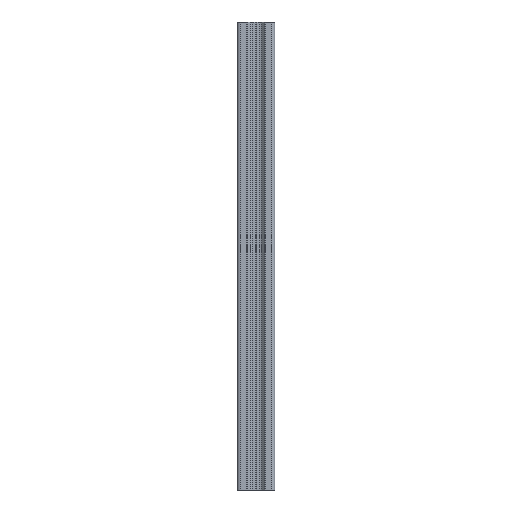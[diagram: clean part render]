
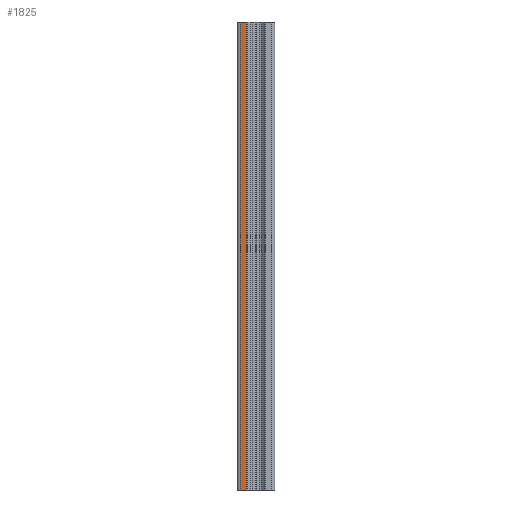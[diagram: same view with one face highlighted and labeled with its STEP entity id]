
A CAD part, left-side view. The second image highlights one B-rep face of the part: STEP entity #1825.
In plain terms, the highlighted planar face has unit normal (-1, 0, 0).
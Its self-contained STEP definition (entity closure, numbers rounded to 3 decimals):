
#128 = FACE_OUTER_BOUND ( 'NONE', #3518, .T. ) ;
#145 = CARTESIAN_POINT ( 'NONE',  ( -10., 8.5, 0. ) ) ;
#161 = LINE ( 'NONE', #145, #2951 ) ;
#433 = AXIS2_PLACEMENT_3D ( 'NONE', #3659, #1865, #960 ) ;
#520 = VERTEX_POINT ( 'NONE', #3786 ) ;
#829 = EDGE_CURVE ( 'NONE', #520, #2948, #2118, .T. ) ;
#936 = CARTESIAN_POINT ( 'NONE',  ( -10., 4.83, -250. ) ) ;
#960 = DIRECTION ( 'NONE',  ( 0., 0., 1. ) ) ;
#1161 = DIRECTION ( 'NONE',  ( 0., 0., 1. ) ) ;
#1379 = CARTESIAN_POINT ( 'NONE',  ( -10., 4.83, 0. ) ) ;
#1825 = ADVANCED_FACE ( 'NONE', ( #128 ), #2489, .T. ) ;
#1865 = DIRECTION ( 'NONE',  ( -1., 0., 0. ) ) ;
#1971 = DIRECTION ( 'NONE',  ( 0., -1., 0. ) ) ;
#2000 = EDGE_CURVE ( 'NONE', #2948, #2429, #161, .T. ) ;
#2074 = VERTEX_POINT ( 'NONE', #936 ) ;
#2118 = LINE ( 'NONE', #2525, #3271 ) ;
#2119 = CARTESIAN_POINT ( 'NONE',  ( -10., 8.5, 0. ) ) ;
#2120 = ORIENTED_EDGE ( 'NONE', *, *, #2000, .F. ) ;
#2169 = EDGE_CURVE ( 'NONE', #2074, #2429, #3003, .T. ) ;
#2201 = LINE ( 'NONE', #3735, #2990 ) ;
#2429 = VERTEX_POINT ( 'NONE', #1379 ) ;
#2481 = ORIENTED_EDGE ( 'NONE', *, *, #829, .F. ) ;
#2489 = PLANE ( 'NONE',  #433 ) ;
#2525 = CARTESIAN_POINT ( 'NONE',  ( -10., 8.5, -250. ) ) ;
#2817 = VECTOR ( 'NONE', #1161, 1000. ) ;
#2863 = ORIENTED_EDGE ( 'NONE', *, *, #3096, .T. ) ;
#2948 = VERTEX_POINT ( 'NONE', #2119 ) ;
#2951 = VECTOR ( 'NONE', #1971, 1000. ) ;
#2990 = VECTOR ( 'NONE', #3694, 1000. ) ;
#3003 = LINE ( 'NONE', #3858, #2817 ) ;
#3096 = EDGE_CURVE ( 'NONE', #520, #2074, #2201, .T. ) ;
#3271 = VECTOR ( 'NONE', #3296, 1000. ) ;
#3296 = DIRECTION ( 'NONE',  ( 0., 0., 1. ) ) ;
#3518 = EDGE_LOOP ( 'NONE', ( #2120, #2481, #2863, #3762 ) ) ;
#3659 = CARTESIAN_POINT ( 'NONE',  ( -10., 8.5, -250. ) ) ;
#3694 = DIRECTION ( 'NONE',  ( 0., -1., 0. ) ) ;
#3735 = CARTESIAN_POINT ( 'NONE',  ( -10., 8.5, -250. ) ) ;
#3762 = ORIENTED_EDGE ( 'NONE', *, *, #2169, .T. ) ;
#3786 = CARTESIAN_POINT ( 'NONE',  ( -10., 8.5, -250. ) ) ;
#3858 = CARTESIAN_POINT ( 'NONE',  ( -10., 4.83, -250. ) ) ;
